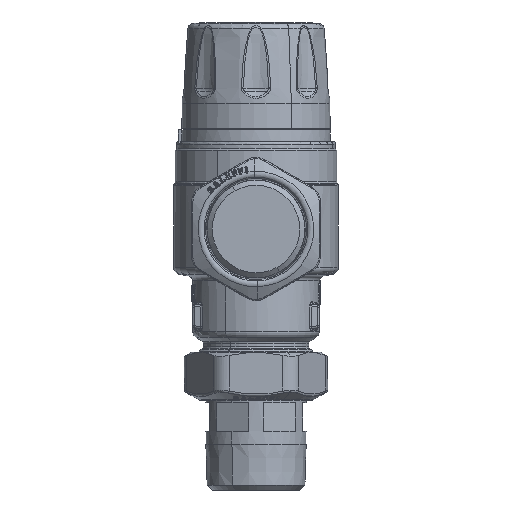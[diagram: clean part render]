
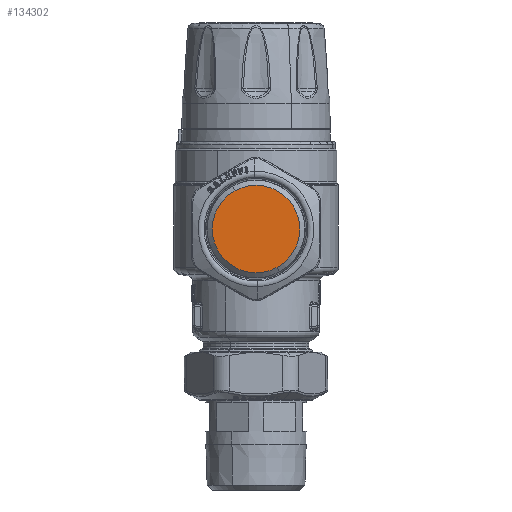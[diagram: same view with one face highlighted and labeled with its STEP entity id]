
A CAD part, front view. The second image highlights one B-rep face of the part: STEP entity #134302.
In plain terms, the highlighted planar face has unit normal (0, -1, 0).
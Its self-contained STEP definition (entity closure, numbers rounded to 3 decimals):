
#134244=CARTESIAN_POINT('Vertex',(8.768,-104.5,17.001)) ;
#134251=CARTESIAN_POINT('Vertex',(-8.768,-104.5,49.099)) ;
#134254=CARTESIAN_POINT('Axis2P3D Location',(0.,-104.5,33.05)) ;
#134271=CARTESIAN_POINT('Axis2P3D Location',(0.,-104.5,33.05)) ;
#134293=CARTESIAN_POINT('Axis2P3D Location',(0.,-104.5,12.697)) ;
#134255=DIRECTION('Axis2P3D Direction',(0.,-1.,0.)) ;
#134272=DIRECTION('Axis2P3D Direction',(0.,-1.,0.)) ;
#134294=DIRECTION('Axis2P3D Direction',(0.,-1.,0.)) ;
#134295=DIRECTION('Axis2P3D XDirection',(1.,0.,0.)) ;
#134256=AXIS2_PLACEMENT_3D('Circle Axis2P3D',#134254,#134255,$) ;
#134273=AXIS2_PLACEMENT_3D('Circle Axis2P3D',#134271,#134272,$) ;
#134296=AXIS2_PLACEMENT_3D('Plane Axis2P3D',#134293,#134294,#134295) ;
#134257=CIRCLE('generated circle',#134256,18.288) ;
#134274=CIRCLE('generated circle',#134273,18.288) ;
#134297=PLANE('',#134296) ;
#134258=EDGE_CURVE('',#134245,#134252,#134257,.T.) ;
#134275=EDGE_CURVE('',#134252,#134245,#134274,.T.) ;
#134299=ORIENTED_EDGE('',*,*,#134275,.T.) ;
#134300=ORIENTED_EDGE('',*,*,#134258,.T.) ;
#134298=EDGE_LOOP('',(#134299,#134300)) ;
#134245=VERTEX_POINT('',#134244) ;
#134252=VERTEX_POINT('',#134251) ;
#134302=ADVANCED_FACE('PartBody',(#134301),#134297,.T.) ;
#134301=FACE_OUTER_BOUND('',#134298,.T.) ;
